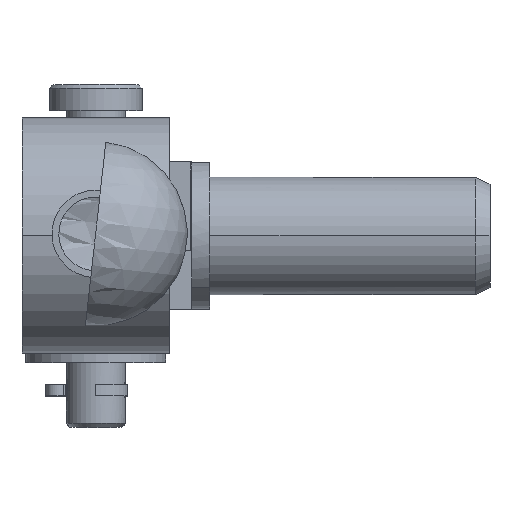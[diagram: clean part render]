
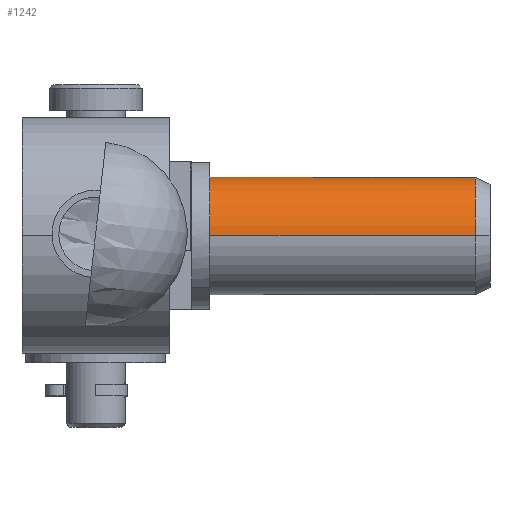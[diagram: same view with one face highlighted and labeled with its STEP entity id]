
A CAD part, top view. The second image highlights one B-rep face of the part: STEP entity #1242.
In plain terms, the highlighted cylindrical face has radius 8 mm (diameter 16 mm), a partial arc.
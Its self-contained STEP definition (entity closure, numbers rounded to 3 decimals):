
#1034=CARTESIAN_POINT('',(-6.479,6.928,-4.));
#1035=VERTEX_POINT('',#1034);
#1081=CARTESIAN_POINT('',(-6.479,6.928,4.0));
#1082=VERTEX_POINT('',#1081);
#1089=CARTESIAN_POINT('',(-6.479,6.928,-4.));
#1090=CARTESIAN_POINT('',(-6.223,6.928,-4.));
#1091=CARTESIAN_POINT('',(-5.959,6.943,-3.975));
#1092=CARTESIAN_POINT('',(-5.439,7.001,-3.871));
#1093=CARTESIAN_POINT('',(-5.181,7.045,-3.793));
#1094=CARTESIAN_POINT('',(-4.69,7.151,-3.588));
#1095=CARTESIAN_POINT('',(-4.456,7.215,-3.461));
#1096=CARTESIAN_POINT('',(-4.024,7.347,-3.169));
#1097=CARTESIAN_POINT('',(-3.826,7.417,-3.004));
#1098=CARTESIAN_POINT('',(-3.476,7.549,-2.654));
#1099=CARTESIAN_POINT('',(-3.311,7.617,-2.456));
#1100=CARTESIAN_POINT('',(-3.019,7.743,-2.024));
#1101=CARTESIAN_POINT('',(-2.892,7.801,-1.789));
#1102=CARTESIAN_POINT('',(-2.686,7.898,-1.298));
#1103=CARTESIAN_POINT('',(-2.608,7.936,-1.04));
#1104=CARTESIAN_POINT('',(-2.504,7.987,-0.519));
#1105=CARTESIAN_POINT('',(-2.479,8.0,-0.256));
#1106=CARTESIAN_POINT('',(-2.479,8.0,0.256));
#1107=CARTESIAN_POINT('',(-2.504,7.987,0.519));
#1108=CARTESIAN_POINT('',(-2.608,7.936,1.04));
#1109=CARTESIAN_POINT('',(-2.686,7.898,1.298));
#1110=CARTESIAN_POINT('',(-2.892,7.801,1.789));
#1111=CARTESIAN_POINT('',(-3.019,7.743,2.024));
#1112=CARTESIAN_POINT('',(-3.311,7.617,2.456));
#1113=CARTESIAN_POINT('',(-3.476,7.549,2.654));
#1114=CARTESIAN_POINT('',(-3.826,7.417,3.004));
#1115=CARTESIAN_POINT('',(-4.024,7.347,3.169));
#1116=CARTESIAN_POINT('',(-4.456,7.215,3.461));
#1117=CARTESIAN_POINT('',(-4.69,7.151,3.588));
#1118=CARTESIAN_POINT('',(-5.181,7.045,3.793));
#1119=CARTESIAN_POINT('',(-5.439,7.001,3.871));
#1120=CARTESIAN_POINT('',(-5.959,6.943,3.975));
#1121=CARTESIAN_POINT('',(-6.223,6.928,4.0));
#1122=CARTESIAN_POINT('',(-6.479,6.928,4.0));
#1123=B_SPLINE_CURVE_WITH_KNOTS('',3,(#1089,#1090,#1091,#1092,#1093,#1094,#1095,#1096,#1097,#1098,#1099,#1100,#1101,#1102,#1103,#1104,#1105,#1106,#1107,#1108,#1109,#1110,#1111,#1112,#1113,#1114,#1115,#1116,#1117,#1118,#1119,#1120,#1121,#1122),.UNSPECIFIED.,.F.,.U.,(4,2,2,2,2,2,2,2,2,2,2,2,2,2,2,2,4),(12.3,13.07,13.84,14.61,15.38,16.148,16.915,17.683,18.451,19.218,19.986,20.754,21.522,22.292,23.061,23.831,24.601),.UNSPECIFIED.);
#1124=EDGE_CURVE('',#1035,#1082,#1123,.T.);
#1134=CARTESIAN_POINT('',(45.021,0.,-8.0));
#1135=VERTEX_POINT('',#1134);
#1144=CARTESIAN_POINT('',(45.021,0.,8.0));
#1145=VERTEX_POINT('',#1144);
#1146=CARTESIAN_POINT('',(45.021,0.,0.));
#1147=DIRECTION('',(1.0,0.0,0.0));
#1148=DIRECTION('',(0.0,0.0,-1.0));
#1149=AXIS2_PLACEMENT_3D('',#1146,#1147,#1148);
#1150=CIRCLE('',#1149,8.0);
#1151=EDGE_CURVE('',#1135,#1145,#1150,.T.);
#1171=CARTESIAN_POINT('',(18.521,0.,0.));
#1172=DIRECTION('',(-1.0,0.,0.));
#1173=DIRECTION('',(0.0,0.0,1.0));
#1174=AXIS2_PLACEMENT_3D('',#1171,#1172,#1173);
#1175=CYLINDRICAL_SURFACE('',#1174,8.0);
#1176=CARTESIAN_POINT('',(-13.979,0.,8.0));
#1177=VERTEX_POINT('',#1176);
#1178=CARTESIAN_POINT('',(45.021,0.,8.0));
#1179=DIRECTION('',(-1.0,0.0,0.0));
#1180=VECTOR('',#1179,59.0);
#1181=LINE('',#1178,#1180);
#1182=EDGE_CURVE('',#1145,#1177,#1181,.T.);
#1183=ORIENTED_EDGE('',*,*,#1182,.F.);
#1184=ORIENTED_EDGE('',*,*,#1151,.F.);
#1185=CARTESIAN_POINT('',(-13.979,0.,-8.0));
#1186=VERTEX_POINT('',#1185);
#1187=CARTESIAN_POINT('',(-13.979,0.,-8.0));
#1188=DIRECTION('',(1.0,0.0,0.0));
#1189=VECTOR('',#1188,59.0);
#1190=LINE('',#1187,#1189);
#1191=EDGE_CURVE('',#1186,#1135,#1190,.T.);
#1192=ORIENTED_EDGE('',*,*,#1191,.F.);
#1193=CARTESIAN_POINT('',(-13.979,0.,0.));
#1194=DIRECTION('',(-1.0,0.0,0.0));
#1195=DIRECTION('',(0.0,0.0,1.0));
#1196=AXIS2_PLACEMENT_3D('',#1193,#1194,#1195);
#1197=CIRCLE('',#1196,8.0);
#1198=EDGE_CURVE('',#1177,#1186,#1197,.T.);
#1199=ORIENTED_EDGE('',*,*,#1198,.F.);
#1200=EDGE_LOOP('',(#1183,#1184,#1192,#1199));
#1201=FACE_OUTER_BOUND('',#1200,.T.);
#1202=CARTESIAN_POINT('',(-6.479,6.928,4.0));
#1203=CARTESIAN_POINT('',(-6.736,6.928,4.0));
#1204=CARTESIAN_POINT('',(-6.999,6.943,3.975));
#1205=CARTESIAN_POINT('',(-7.52,7.001,3.871));
#1206=CARTESIAN_POINT('',(-7.777,7.045,3.793));
#1207=CARTESIAN_POINT('',(-8.268,7.151,3.588));
#1208=CARTESIAN_POINT('',(-8.502,7.215,3.461));
#1209=CARTESIAN_POINT('',(-8.934,7.347,3.169));
#1210=CARTESIAN_POINT('',(-9.132,7.417,3.004));
#1211=CARTESIAN_POINT('',(-9.483,7.549,2.654));
#1212=CARTESIAN_POINT('',(-9.647,7.617,2.456));
#1213=CARTESIAN_POINT('',(-9.939,7.743,2.024));
#1214=CARTESIAN_POINT('',(-10.067,7.801,1.789));
#1215=CARTESIAN_POINT('',(-10.272,7.898,1.298));
#1216=CARTESIAN_POINT('',(-10.351,7.936,1.04));
#1217=CARTESIAN_POINT('',(-10.454,7.987,0.519));
#1218=CARTESIAN_POINT('',(-10.479,8.0,0.256));
#1219=CARTESIAN_POINT('',(-10.479,8.0,-0.256));
#1220=CARTESIAN_POINT('',(-10.454,7.987,-0.519));
#1221=CARTESIAN_POINT('',(-10.351,7.936,-1.04));
#1222=CARTESIAN_POINT('',(-10.272,7.898,-1.298));
#1223=CARTESIAN_POINT('',(-10.067,7.801,-1.789));
#1224=CARTESIAN_POINT('',(-9.939,7.743,-2.024));
#1225=CARTESIAN_POINT('',(-9.647,7.617,-2.456));
#1226=CARTESIAN_POINT('',(-9.483,7.549,-2.654));
#1227=CARTESIAN_POINT('',(-9.132,7.417,-3.004));
#1228=CARTESIAN_POINT('',(-8.934,7.347,-3.169));
#1229=CARTESIAN_POINT('',(-8.502,7.215,-3.461));
#1230=CARTESIAN_POINT('',(-8.268,7.151,-3.588));
#1231=CARTESIAN_POINT('',(-7.777,7.045,-3.793));
#1232=CARTESIAN_POINT('',(-7.52,7.001,-3.871));
#1233=CARTESIAN_POINT('',(-6.999,6.943,-3.975));
#1234=CARTESIAN_POINT('',(-6.736,6.928,-4.));
#1235=CARTESIAN_POINT('',(-6.479,6.928,-4.));
#1236=B_SPLINE_CURVE_WITH_KNOTS('',3,(#1202,#1203,#1204,#1205,#1206,#1207,#1208,#1209,#1210,#1211,#1212,#1213,#1214,#1215,#1216,#1217,#1218,#1219,#1220,#1221,#1222,#1223,#1224,#1225,#1226,#1227,#1228,#1229,#1230,#1231,#1232,#1233,#1234,#1235),.UNSPECIFIED.,.F.,.U.,(4,2,2,2,2,2,2,2,2,2,2,2,2,2,2,2,4),(0.0,0.77,1.54,2.309,3.079,3.847,4.615,5.383,6.15,6.918,7.686,8.453,9.221,9.991,10.761,11.531,12.3),.UNSPECIFIED.);
#1237=EDGE_CURVE('',#1082,#1035,#1236,.T.);
#1238=ORIENTED_EDGE('',*,*,#1237,.T.);
#1239=ORIENTED_EDGE('',*,*,#1124,.T.);
#1240=EDGE_LOOP('',(#1238,#1239));
#1241=FACE_BOUND('',#1240,.T.);
#1242=ADVANCED_FACE('',(#1201,#1241),#1175,.T.);
